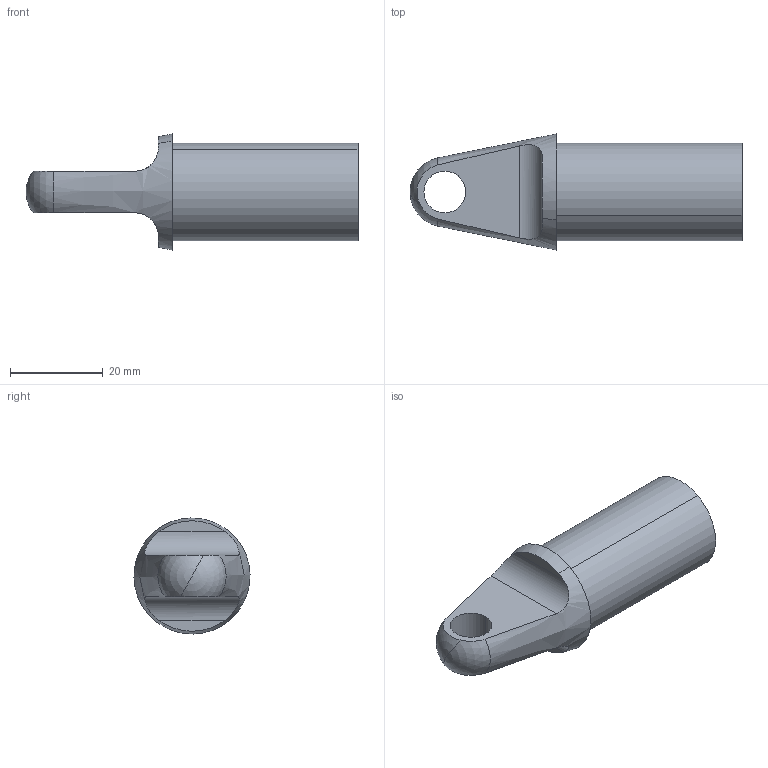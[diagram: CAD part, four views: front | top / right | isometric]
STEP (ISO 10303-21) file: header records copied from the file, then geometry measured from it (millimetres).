
FILE_DESCRIPTION(('CATIA V5 STEP Exchange'),'2;1');
FILE_NAME('FR_010002 (Insert rear).stp','2022-10-20T10:03:59+00:00',('none'),('none'),'CATIA Version 5 Release 19 SP 2 (IN-10)','CATIA V5 STEP AP203','none');
FILE_SCHEMA(('CONFIG_CONTROL_DESIGN'));
Length unit declared in the file: millimetre
Products named in the file (1): FR_010002
Bounding box: 71.5 x 24.99 x 24.99 mm (x, y, z)
Volume: 12621.8 mm3; surface area: 6850.2 mm2
Topology: 1 solids, 1 shells, 19 faces, 49 edges, 35 vertices
Faces by surface type: cylinder 8, plane 7, cone 2, sphere 2
Entity records: 716 total; most frequent: CARTESIAN_POINT 258, ORIENTED_EDGE 92, DIRECTION 61, EDGE_CURVE 46, AXIS2_PLACEMENT_3D 36, VERTEX_POINT 31, EDGE_LOOP 23, CIRCLE 22
